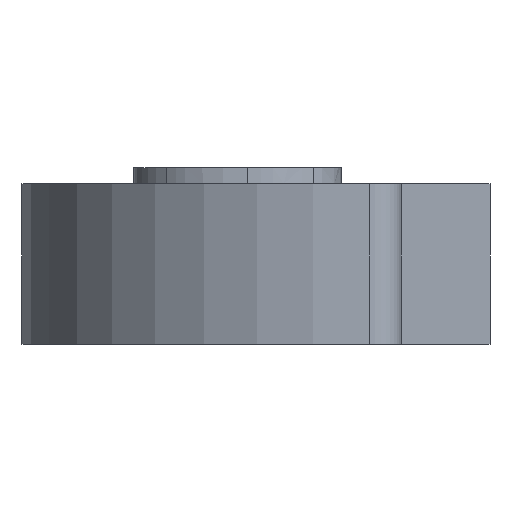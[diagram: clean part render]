
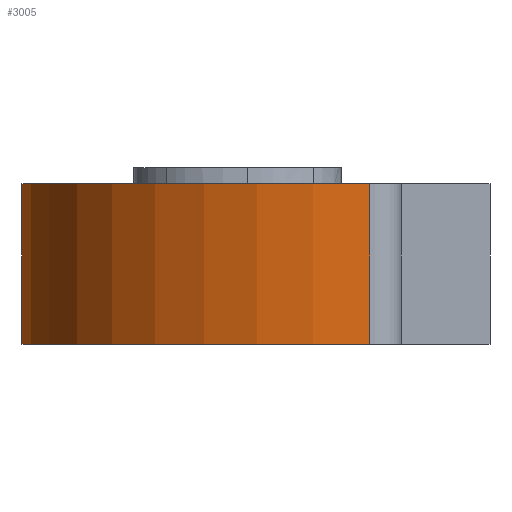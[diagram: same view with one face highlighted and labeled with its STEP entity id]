
A CAD part, left-side view. The second image highlights one B-rep face of the part: STEP entity #3005.
In plain terms, the highlighted cylindrical face has radius 41 mm (diameter 82 mm), a partial arc.
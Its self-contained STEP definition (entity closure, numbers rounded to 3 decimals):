
#72 = PLANE('',#73);
#73 = AXIS2_PLACEMENT_3D('',#74,#75,#76);
#74 = CARTESIAN_POINT('',(34.246,23.039,20.));
#75 = DIRECTION('',(0.,0.,1.));
#76 = DIRECTION('',(1.,0.,0.));
#126 = PLANE('',#127);
#127 = AXIS2_PLACEMENT_3D('',#128,#129,#130);
#128 = CARTESIAN_POINT('',(34.246,23.039,0.));
#129 = DIRECTION('',(0.,0.,1.));
#130 = DIRECTION('',(1.,0.,0.));
#692 = VERTEX_POINT('',#693);
#693 = CARTESIAN_POINT('',(42.77,54.407,0.));
#708 = CYLINDRICAL_SURFACE('',#709,17.);
#709 = AXIS2_PLACEMENT_3D('',#710,#711,#712);
#710 = CARTESIAN_POINT('',(49.954,39.,0.));
#711 = DIRECTION('',(-0.,-0.,-1.));
#712 = DIRECTION('',(1.,0.,0.));
#720 = EDGE_CURVE('',#692,#721,#723,.T.);
#721 = VERTEX_POINT('',#722);
#722 = CARTESIAN_POINT('',(-16.1,15.,0.));
#723 = SURFACE_CURVE('',#724,(#729,#736),.PCURVE_S1.);
#724 = CIRCLE('',#725,41.);
#725 = AXIS2_PLACEMENT_3D('',#726,#727,#728);
#726 = CARTESIAN_POINT('',(24.821,17.545,0.));
#727 = DIRECTION('',(0.,0.,1.));
#728 = DIRECTION('',(1.,0.,0.));
#729 = PCURVE('',#126,#730);
#730 = DEFINITIONAL_REPRESENTATION('',(#731),#735);
#731 = CIRCLE('',#732,41.);
#732 = AXIS2_PLACEMENT_2D('',#733,#734);
#733 = CARTESIAN_POINT('',(-9.425,-5.494));
#734 = DIRECTION('',(1.,0.));
#735 = ( GEOMETRIC_REPRESENTATION_CONTEXT(2) 
PARAMETRIC_REPRESENTATION_CONTEXT() REPRESENTATION_CONTEXT('2D SPACE',''
  ) );
#736 = PCURVE('',#737,#742);
#737 = CYLINDRICAL_SURFACE('',#738,41.);
#738 = AXIS2_PLACEMENT_3D('',#739,#740,#741);
#739 = CARTESIAN_POINT('',(24.821,17.545,0.));
#740 = DIRECTION('',(-0.,-0.,-1.));
#741 = DIRECTION('',(1.,0.,0.));
#742 = DEFINITIONAL_REPRESENTATION('',(#743),#747);
#743 = LINE('',#744,#745);
#744 = CARTESIAN_POINT('',(-0.,0.));
#745 = VECTOR('',#746,1.);
#746 = DIRECTION('',(-1.,0.));
#747 = ( GEOMETRIC_REPRESENTATION_CONTEXT(2) 
PARAMETRIC_REPRESENTATION_CONTEXT() REPRESENTATION_CONTEXT('2D SPACE',''
  ) );
#766 = CYLINDRICAL_SURFACE('',#767,3.9);
#767 = AXIS2_PLACEMENT_3D('',#768,#769,#770);
#768 = CARTESIAN_POINT('',(-12.2,15.,0.));
#769 = DIRECTION('',(-0.,-0.,-1.));
#770 = DIRECTION('',(1.,0.,0.));
#1135 = VERTEX_POINT('',#1136);
#1136 = CARTESIAN_POINT('',(42.77,54.407,20.));
#1158 = EDGE_CURVE('',#1135,#1159,#1161,.T.);
#1159 = VERTEX_POINT('',#1160);
#1160 = CARTESIAN_POINT('',(-16.1,15.,20.));
#1161 = SURFACE_CURVE('',#1162,(#1167,#1174),.PCURVE_S1.);
#1162 = CIRCLE('',#1163,41.);
#1163 = AXIS2_PLACEMENT_3D('',#1164,#1165,#1166);
#1164 = CARTESIAN_POINT('',(24.821,17.545,20.));
#1165 = DIRECTION('',(0.,0.,1.));
#1166 = DIRECTION('',(1.,0.,0.));
#1167 = PCURVE('',#72,#1168);
#1168 = DEFINITIONAL_REPRESENTATION('',(#1169),#1173);
#1169 = CIRCLE('',#1170,41.);
#1170 = AXIS2_PLACEMENT_2D('',#1171,#1172);
#1171 = CARTESIAN_POINT('',(-9.425,-5.494));
#1172 = DIRECTION('',(1.,0.));
#1173 = ( GEOMETRIC_REPRESENTATION_CONTEXT(2) 
PARAMETRIC_REPRESENTATION_CONTEXT() REPRESENTATION_CONTEXT('2D SPACE',''
  ) );
#1174 = PCURVE('',#737,#1175);
#1175 = DEFINITIONAL_REPRESENTATION('',(#1176),#1180);
#1176 = LINE('',#1177,#1178);
#1177 = CARTESIAN_POINT('',(-0.,-20.));
#1178 = VECTOR('',#1179,1.);
#1179 = DIRECTION('',(-1.,0.));
#1180 = ( GEOMETRIC_REPRESENTATION_CONTEXT(2) 
PARAMETRIC_REPRESENTATION_CONTEXT() REPRESENTATION_CONTEXT('2D SPACE',''
  ) );
#2984 = EDGE_CURVE('',#692,#1135,#2985,.T.);
#2985 = SURFACE_CURVE('',#2986,(#2990,#2997),.PCURVE_S1.);
#2986 = LINE('',#2987,#2988);
#2987 = CARTESIAN_POINT('',(42.77,54.407,0.));
#2988 = VECTOR('',#2989,1.);
#2989 = DIRECTION('',(0.,0.,1.));
#2990 = PCURVE('',#708,#2991);
#2991 = DEFINITIONAL_REPRESENTATION('',(#2992),#2996);
#2992 = LINE('',#2993,#2994);
#2993 = CARTESIAN_POINT('',(-2.007,0.));
#2994 = VECTOR('',#2995,1.);
#2995 = DIRECTION('',(-0.,-1.));
#2996 = ( GEOMETRIC_REPRESENTATION_CONTEXT(2) 
PARAMETRIC_REPRESENTATION_CONTEXT() REPRESENTATION_CONTEXT('2D SPACE',''
  ) );
#2997 = PCURVE('',#737,#2998);
#2998 = DEFINITIONAL_REPRESENTATION('',(#2999),#3003);
#2999 = LINE('',#3000,#3001);
#3000 = CARTESIAN_POINT('',(-1.118,0.));
#3001 = VECTOR('',#3002,1.);
#3002 = DIRECTION('',(-0.,-1.));
#3003 = ( GEOMETRIC_REPRESENTATION_CONTEXT(2) 
PARAMETRIC_REPRESENTATION_CONTEXT() REPRESENTATION_CONTEXT('2D SPACE',''
  ) );
#3005 = ADVANCED_FACE('',(#3006),#737,.T.);
#3006 = FACE_BOUND('',#3007,.F.);
#3007 = EDGE_LOOP('',(#3008,#3009,#3010,#3031));
#3008 = ORIENTED_EDGE('',*,*,#2984,.T.);
#3009 = ORIENTED_EDGE('',*,*,#1158,.T.);
#3010 = ORIENTED_EDGE('',*,*,#3011,.F.);
#3011 = EDGE_CURVE('',#721,#1159,#3012,.T.);
#3012 = SURFACE_CURVE('',#3013,(#3017,#3024),.PCURVE_S1.);
#3013 = LINE('',#3014,#3015);
#3014 = CARTESIAN_POINT('',(-16.1,15.,0.));
#3015 = VECTOR('',#3016,1.);
#3016 = DIRECTION('',(0.,0.,1.));
#3017 = PCURVE('',#737,#3018);
#3018 = DEFINITIONAL_REPRESENTATION('',(#3019),#3023);
#3019 = LINE('',#3020,#3021);
#3020 = CARTESIAN_POINT('',(-3.204,0.));
#3021 = VECTOR('',#3022,1.);
#3022 = DIRECTION('',(-0.,-1.));
#3023 = ( GEOMETRIC_REPRESENTATION_CONTEXT(2) 
PARAMETRIC_REPRESENTATION_CONTEXT() REPRESENTATION_CONTEXT('2D SPACE',''
  ) );
#3024 = PCURVE('',#766,#3025);
#3025 = DEFINITIONAL_REPRESENTATION('',(#3026),#3030);
#3026 = LINE('',#3027,#3028);
#3027 = CARTESIAN_POINT('',(-3.142,0.));
#3028 = VECTOR('',#3029,1.);
#3029 = DIRECTION('',(-0.,-1.));
#3030 = ( GEOMETRIC_REPRESENTATION_CONTEXT(2) 
PARAMETRIC_REPRESENTATION_CONTEXT() REPRESENTATION_CONTEXT('2D SPACE',''
  ) );
#3031 = ORIENTED_EDGE('',*,*,#720,.F.);
